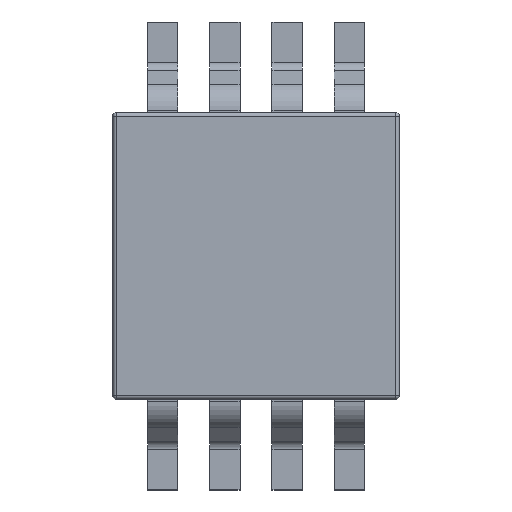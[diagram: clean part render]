
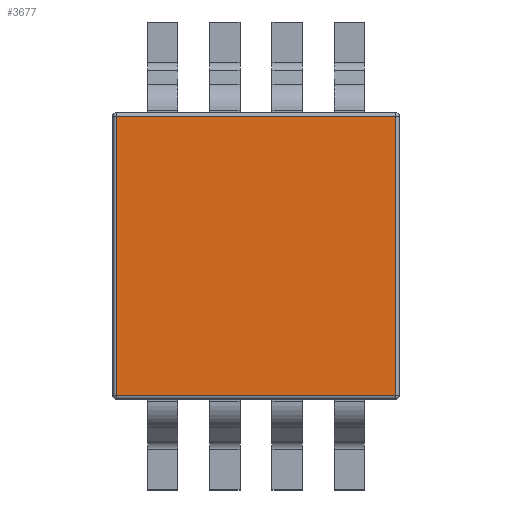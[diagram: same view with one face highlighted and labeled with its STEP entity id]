
A CAD part, top view. The second image highlights one B-rep face of the part: STEP entity #3677.
In plain terms, the highlighted planar face has unit normal (0, 0, 1).
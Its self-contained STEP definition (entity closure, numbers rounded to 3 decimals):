
#3638 = CARTESIAN_POINT ( 'NONE',  ( -1.463, 1.463, 1.1 ) ) ;
#3639 = VERTEX_POINT ( 'NONE', #3638 ) ;
#3640 = CARTESIAN_POINT ( 'NONE',  ( -1.463, -1.463, 1.1 ) ) ;
#3641 = VERTEX_POINT ( 'NONE', #3640 ) ;
#3642 = CARTESIAN_POINT ( 'NONE',  ( -1.463, 0., 1.1 ) ) ;
#3643 = DIRECTION ( 'NONE',  ( 0., -1., 0. ) ) ;
#3644 = VECTOR ( 'NONE', #3643, 1000. ) ;
#3645 = LINE ( 'NONE', #3642, #3644 ) ;
#3646 = EDGE_CURVE ( 'NONE', #3639, #3641, #3645, .T. ) ;
#3647 = ORIENTED_EDGE ( 'NONE', *, *, #3646, .T. ) ;
#3648 = CARTESIAN_POINT ( 'NONE',  ( 1.463, -1.463, 1.1 ) ) ;
#3649 = VERTEX_POINT ( 'NONE', #3648 ) ;
#3650 = CARTESIAN_POINT ( 'NONE',  ( 0., -1.463, 1.1 ) ) ;
#3651 = DIRECTION ( 'NONE',  ( 1., 0., 0. ) ) ;
#3652 = VECTOR ( 'NONE', #3651, 1000. ) ;
#3653 = LINE ( 'NONE', #3650, #3652 ) ;
#3654 = EDGE_CURVE ( 'NONE', #3641, #3649, #3653, .T. ) ;
#3655 = ORIENTED_EDGE ( 'NONE', *, *, #3654, .T. ) ;
#3656 = CARTESIAN_POINT ( 'NONE',  ( 1.463, 1.463, 1.1 ) ) ;
#3657 = VERTEX_POINT ( 'NONE', #3656 ) ;
#3658 = CARTESIAN_POINT ( 'NONE',  ( 1.463, 0., 1.1 ) ) ;
#3659 = DIRECTION ( 'NONE',  ( 0., 1., 0. ) ) ;
#3660 = VECTOR ( 'NONE', #3659, 1000. ) ;
#3661 = LINE ( 'NONE', #3658, #3660 ) ;
#3662 = EDGE_CURVE ( 'NONE', #3649, #3657, #3661, .T. ) ;
#3663 = ORIENTED_EDGE ( 'NONE', *, *, #3662, .T. ) ;
#3664 = CARTESIAN_POINT ( 'NONE',  ( 0., 1.463, 1.1 ) ) ;
#3665 = DIRECTION ( 'NONE',  ( -1., 0., 0. ) ) ;
#3666 = VECTOR ( 'NONE', #3665, 1000. ) ;
#3667 = LINE ( 'NONE', #3664, #3666 ) ;
#3668 = EDGE_CURVE ( 'NONE', #3657, #3639, #3667, .T. ) ;
#3669 = ORIENTED_EDGE ( 'NONE', *, *, #3668, .T. ) ;
#3670 = EDGE_LOOP ( 'NONE', ( #3647, #3655, #3663, #3669 ) ) ;
#3671 = FACE_OUTER_BOUND ( 'NONE', #3670, .T. ) ;
#3672 = CARTESIAN_POINT ( 'NONE',  ( 0., 0., 1.1 ) ) ;
#3673 = DIRECTION ( 'NONE',  ( 0., 0., -1. ) ) ;
#3674 = DIRECTION ( 'NONE',  ( 0., 1., 0. ) ) ;
#3675 = AXIS2_PLACEMENT_3D ( 'NONE', #3672, #3673, #3674 ) ;
#3676 = PLANE ( 'NONE', #3675 ) ;
#3677 = ADVANCED_FACE ( 'NONE', ( #3671 ), #3676, .F. ) ;
